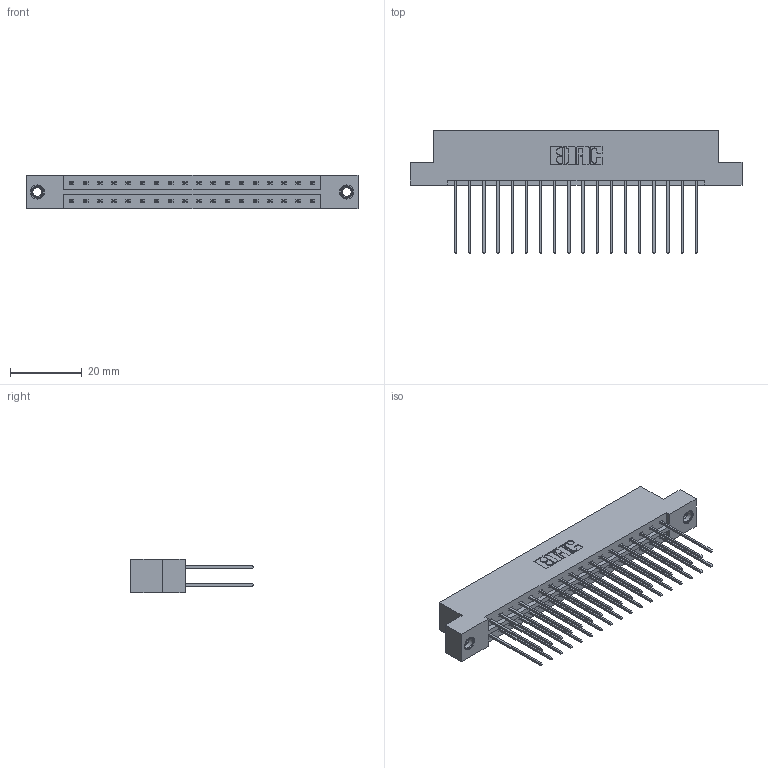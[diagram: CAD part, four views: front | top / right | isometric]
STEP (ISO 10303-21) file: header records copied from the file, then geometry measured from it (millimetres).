
FILE_DESCRIPTION (( 'STEP AP203' ), '1' );
FILE_NAME ('833-036-541-207.STEP', '2020-06-03T02:56:55', ( '' ), ( '' ), 'SwSTEP 2.0', 'SolidWorks 2020', '' );
FILE_SCHEMA (( 'CONFIG_CONTROL_DESIGN' ));
Length unit declared in the file: inch
Products named in the file (4): 345-292-001_345-293-141; 833 Part_Flush - .156 Dia - TI; 833-036-541-207; 345-250-001_345-250-005-103
Assembly tree (39 placements, depth 2):
  833-036-541-207
    833 Part_Flush - .156 Dia - TI
    345-292-001_345-293-141  x36
    345-250-001_345-250-005-103  x2
Bounding box: 92.86 x 34.3 x 9.4 mm (x, y, z)
Volume: 9449.3 mm3; surface area: 11976.1 mm2
Topology: 39 solids, 39 shells, 2046 faces, 6027 edges, 3962 vertices
Faces by surface type: plane 1398, cylinder 632, cone 12, torus 4
Entity records: 15888 total; most frequent: CARTESIAN_POINT 2645, ORIENTED_EDGE 2574, DIRECTION 2333, EDGE_CURVE 1287, LINE 1139, VECTOR 1139, VERTEX_POINT 852, AXIS2_PLACEMENT_3D 597
